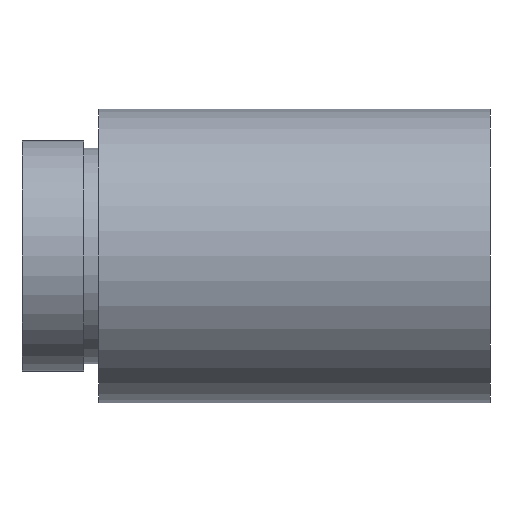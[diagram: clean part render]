
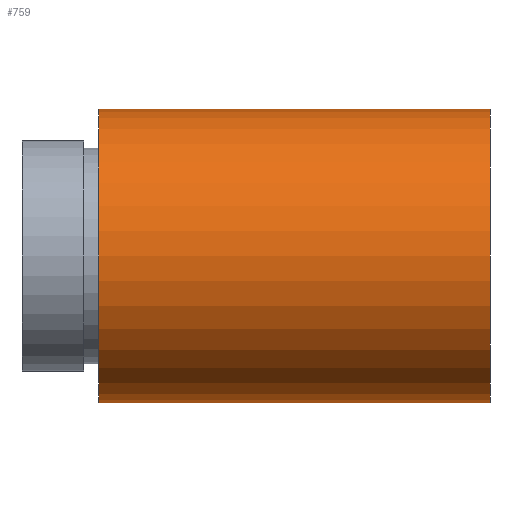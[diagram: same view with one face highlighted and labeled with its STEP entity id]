
A CAD part, left-side view. The second image highlights one B-rep face of the part: STEP entity #759.
In plain terms, the highlighted cylindrical face has radius 9.525 mm (diameter 19.05 mm), a partial arc.
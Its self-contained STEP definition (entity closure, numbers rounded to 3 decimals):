
#23 = VECTOR ( 'NONE', #708, 1000. ) ;
#48 = CARTESIAN_POINT ( 'NONE',  ( 0., 161.376, 0. ) ) ;
#49 = CIRCLE ( 'NONE', #472, 9.525 ) ;
#50 = CARTESIAN_POINT ( 'NONE',  ( 0., 0., -9.525 ) ) ;
#51 = EDGE_CURVE ( 'NONE', #765, #80, #624, .T. ) ;
#52 = DIRECTION ( 'NONE',  ( 0., 0., 1. ) ) ;
#58 = EDGE_CURVE ( 'NONE', #491, #80, #157, .T. ) ;
#68 = CARTESIAN_POINT ( 'NONE',  ( 0., 25.4, 0. ) ) ;
#80 = VERTEX_POINT ( 'NONE', #697 ) ;
#88 = EDGE_CURVE ( 'NONE', #409, #765, #49, .T. ) ;
#100 = ORIENTED_EDGE ( 'NONE', *, *, #58, .F. ) ;
#157 = CIRCLE ( 'NONE', #597, 9.525 ) ;
#159 = CYLINDRICAL_SURFACE ( 'NONE', #527, 9.525 ) ;
#172 = DIRECTION ( 'NONE',  ( 0., 1., 0. ) ) ;
#197 = VECTOR ( 'NONE', #563, 1000. ) ;
#234 = CARTESIAN_POINT ( 'NONE',  ( 0., 0., 9.525 ) ) ;
#256 = ORIENTED_EDGE ( 'NONE', *, *, #88, .T. ) ;
#268 = ORIENTED_EDGE ( 'NONE', *, *, #51, .T. ) ;
#352 = LINE ( 'NONE', #552, #23 ) ;
#355 = FACE_OUTER_BOUND ( 'NONE', #647, .T. ) ;
#409 = VERTEX_POINT ( 'NONE', #50 ) ;
#438 = EDGE_CURVE ( 'NONE', #409, #491, #352, .T. ) ;
#459 = ORIENTED_EDGE ( 'NONE', *, *, #438, .F. ) ;
#472 = AXIS2_PLACEMENT_3D ( 'NONE', #788, #722, #603 ) ;
#491 = VERTEX_POINT ( 'NONE', #632 ) ;
#511 = DIRECTION ( 'NONE',  ( 0., 1., 0. ) ) ;
#527 = AXIS2_PLACEMENT_3D ( 'NONE', #48, #172, #52 ) ;
#552 = CARTESIAN_POINT ( 'NONE',  ( 0., 161.376, -9.525 ) ) ;
#563 = DIRECTION ( 'NONE',  ( 0., 1., 0. ) ) ;
#597 = AXIS2_PLACEMENT_3D ( 'NONE', #68, #511, #699 ) ;
#603 = DIRECTION ( 'NONE',  ( 0., 0., 1. ) ) ;
#624 = LINE ( 'NONE', #763, #197 ) ;
#632 = CARTESIAN_POINT ( 'NONE',  ( 0., 25.4, -9.525 ) ) ;
#647 = EDGE_LOOP ( 'NONE', ( #459, #256, #268, #100 ) ) ;
#697 = CARTESIAN_POINT ( 'NONE',  ( 0., 25.4, 9.525 ) ) ;
#699 = DIRECTION ( 'NONE',  ( 0., 0., 1. ) ) ;
#708 = DIRECTION ( 'NONE',  ( 0., 1., 0. ) ) ;
#722 = DIRECTION ( 'NONE',  ( 0., 1., 0. ) ) ;
#759 = ADVANCED_FACE ( 'NONE', ( #355 ), #159, .T. ) ;
#763 = CARTESIAN_POINT ( 'NONE',  ( 0., 161.376, 9.525 ) ) ;
#765 = VERTEX_POINT ( 'NONE', #234 ) ;
#788 = CARTESIAN_POINT ( 'NONE',  ( 0., 0., 0. ) ) ;
